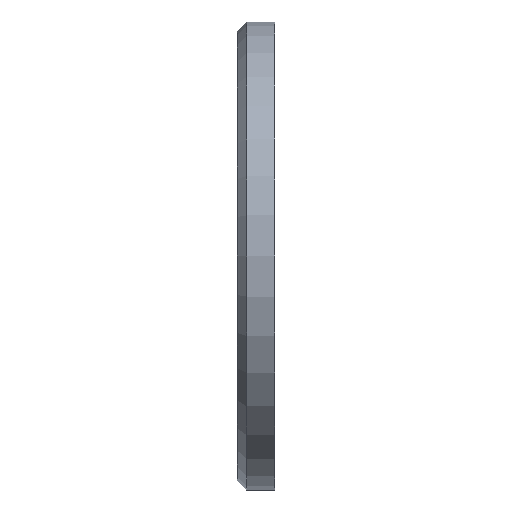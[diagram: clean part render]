
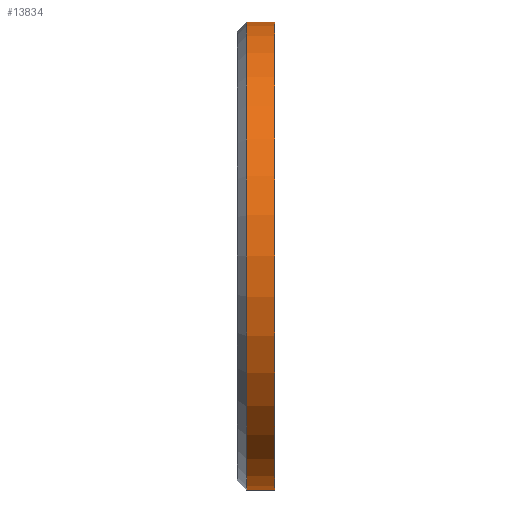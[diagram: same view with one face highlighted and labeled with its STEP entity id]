
A CAD part, left-side view. The second image highlights one B-rep face of the part: STEP entity #13834.
In plain terms, the highlighted cylindrical face has radius 25 mm (diameter 50 mm), a partial arc.
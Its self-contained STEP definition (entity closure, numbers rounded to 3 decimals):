
#555 = LINE ( 'NONE', #8810, #8962 ) ;
#1752 = DIRECTION ( 'NONE',  ( 0., 0., -1. ) ) ;
#1851 = DIRECTION ( 'NONE',  ( 0., -1., 0. ) ) ;
#2174 = EDGE_CURVE ( 'NONE', #7714, #3689, #3366, .T. ) ;
#2635 = CARTESIAN_POINT ( 'NONE',  ( 0., 0., 0. ) ) ;
#2895 = DIRECTION ( 'NONE',  ( 0., -1., 0. ) ) ;
#2990 = CARTESIAN_POINT ( 'NONE',  ( 0., 4., 25. ) ) ;
#3083 = DIRECTION ( 'NONE',  ( 0., 0., 1. ) ) ;
#3366 = LINE ( 'NONE', #2990, #9579 ) ;
#3689 = VERTEX_POINT ( 'NONE', #7817 ) ;
#4325 = EDGE_CURVE ( 'NONE', #9892, #3689, #12689, .T. ) ;
#4857 = AXIS2_PLACEMENT_3D ( 'NONE', #9062, #7793, #3083 ) ;
#6248 = CARTESIAN_POINT ( 'NONE',  ( 0., 0., -25. ) ) ;
#6664 = CARTESIAN_POINT ( 'NONE',  ( 0., 4., 0. ) ) ;
#7435 = DIRECTION ( 'NONE',  ( 0., 0., 1. ) ) ;
#7714 = VERTEX_POINT ( 'NONE', #11060 ) ;
#7793 = DIRECTION ( 'NONE',  ( 0., -1., 0. ) ) ;
#7817 = CARTESIAN_POINT ( 'NONE',  ( 0., 0., 25. ) ) ;
#8195 = EDGE_LOOP ( 'NONE', ( #9286, #14729, #8508, #14552 ) ) ;
#8508 = ORIENTED_EDGE ( 'NONE', *, *, #11570, .T. ) ;
#8810 = CARTESIAN_POINT ( 'NONE',  ( 0., 4., -25. ) ) ;
#8962 = VECTOR ( 'NONE', #2895, 1000. ) ;
#8995 = CIRCLE ( 'NONE', #4857, 25. ) ;
#9062 = CARTESIAN_POINT ( 'NONE',  ( 0., 3., 0. ) ) ;
#9257 = CARTESIAN_POINT ( 'NONE',  ( 0., 3., -25. ) ) ;
#9286 = ORIENTED_EDGE ( 'NONE', *, *, #2174, .F. ) ;
#9579 = VECTOR ( 'NONE', #1851, 1000. ) ;
#9892 = VERTEX_POINT ( 'NONE', #6248 ) ;
#10064 = EDGE_CURVE ( 'NONE', #7714, #12769, #8995, .T. ) ;
#10285 = FACE_OUTER_BOUND ( 'NONE', #8195, .T. ) ;
#10988 = DIRECTION ( 'NONE',  ( 0., 1., 0. ) ) ;
#11060 = CARTESIAN_POINT ( 'NONE',  ( 0., 3., 25. ) ) ;
#11178 = AXIS2_PLACEMENT_3D ( 'NONE', #2635, #10988, #7435 ) ;
#11570 = EDGE_CURVE ( 'NONE', #12769, #9892, #555, .T. ) ;
#12689 = CIRCLE ( 'NONE', #11178, 25. ) ;
#12769 = VERTEX_POINT ( 'NONE', #9257 ) ;
#12981 = AXIS2_PLACEMENT_3D ( 'NONE', #6664, #13613, #1752 ) ;
#13613 = DIRECTION ( 'NONE',  ( 0., -1., 0. ) ) ;
#13834 = ADVANCED_FACE ( 'NONE', ( #10285 ), #15543, .T. ) ;
#14552 = ORIENTED_EDGE ( 'NONE', *, *, #4325, .T. ) ;
#14729 = ORIENTED_EDGE ( 'NONE', *, *, #10064, .T. ) ;
#15543 = CYLINDRICAL_SURFACE ( 'NONE', #12981, 25. ) ;
